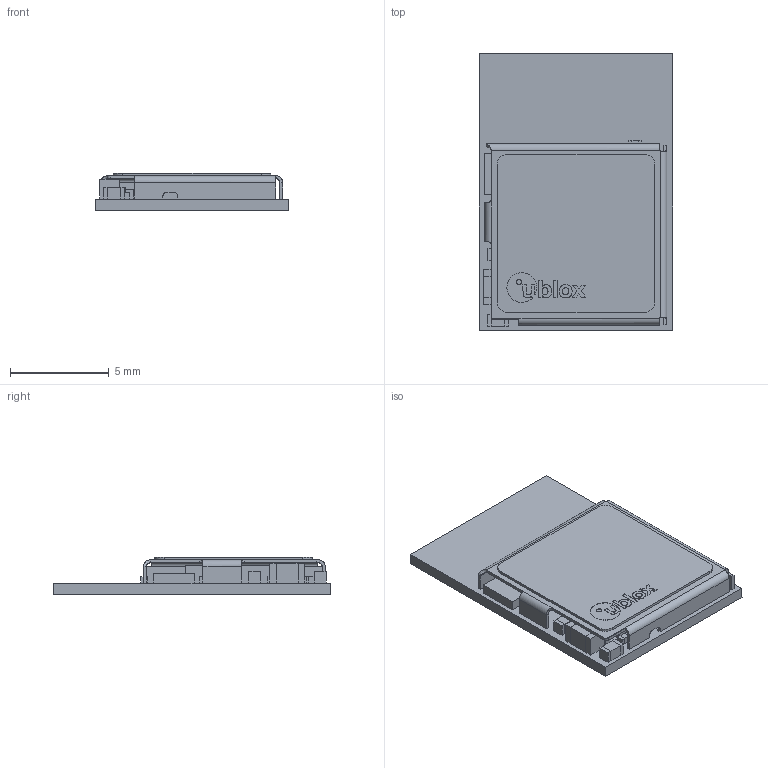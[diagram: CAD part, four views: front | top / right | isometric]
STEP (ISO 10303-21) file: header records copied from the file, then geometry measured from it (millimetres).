
FILE_DESCRIPTION (( 'STEP AP214' ), '1' );
FILE_NAME ('BMD-300-330-360.STEP', '2020-06-11T15:53:32', ( '' ), ( '' ), 'SwSTEP 2.0', 'SolidWorks 2017', '' );
FILE_SCHEMA (( 'AUTOMOTIVE_DESIGN' ));
Length unit declared in the file: millimetre
Products named in the file (48): 6489488448; C6; U1; C5; C10; 6489486928; 6489769840; Free-Models; Extruded_7; L1; label_with_logo_8x8; label_8x8; 6489768240; 6489769440; L3; C7; Extruded_4; pcb_1400_980_057; Extruded_2; logo_o_4mm; Extruded_6; 6489481888; 6489488208; C1; BMD-300-301-330-360-pads; X1; BMD-300-330-360; logo_u_4mm; C8; logo_b_4mm; Extruded_3; Extruded_5; logo_l_4mm; C9; logo_full_4mm; L2; Extruded_8; 6489487648; C2; Extruded_9 ...
Assembly tree (85 placements, depth 4):
  BMD-300-330-360
    L3
      6489487648
        Extruded
      6489486928  x2
        Extruded_2
    C5
      6489486928  x2
        Extruded_2
      6489487648
        Extruded
    C4
      6489486928  x2
        Extruded_2
      6489487648
        Extruded
    C1
      6489769840
        Extruded_3
      6489769440  x2
        Extruded_4
    C2
      6489769840
        Extruded_3
      6489769440  x2
        Extruded_4
    C3
      6489488208  x2
        Extruded_5
      6489487648
        Extruded
    C6
      6489486928  x2
        Extruded_2
      6489487648
        Extruded
    C9
      6489486928  x2
        Extruded_2
      6489487648
        Extruded
    C10
      6489486928  x2
        Extruded_2
      6489487648
        Extruded
    C11
      6489486928  x2
        Extruded_2
      6489487648
        Extruded
    C12
      6489488208  x2
        Extruded_5
      6489487648
        Extruded
    C7
      6489486928  x2
        Extruded_2
      6489487648
Bounding box: 9.8 x 14 x 1.91 mm (x, y, z)
Volume: 140.2 mm3; surface area: 826.4 mm2
Topology: 102 solids, 102 shells, 936 faces, 2168 edges, 1436 vertices
Faces by surface type: plane 662, cylinder 212, bspline 62
Entity records: 24925 total; most frequent: CARTESIAN_POINT 4920, DIRECTION 3493, ORIENTED_EDGE 3424, EDGE_CURVE 1712, LINE 1175, VECTOR 1175, AXIS2_PLACEMENT_3D 1159, VERTEX_POINT 1132
